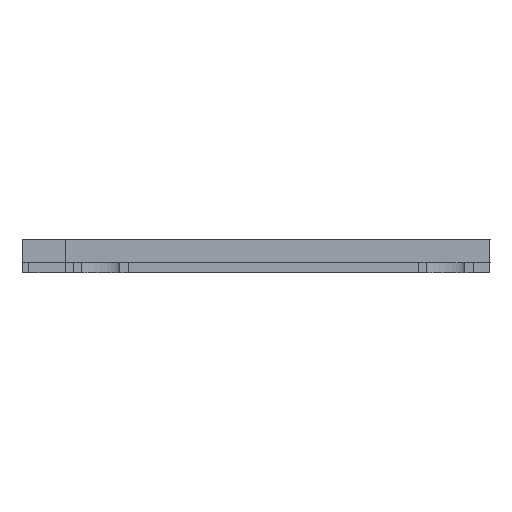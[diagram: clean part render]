
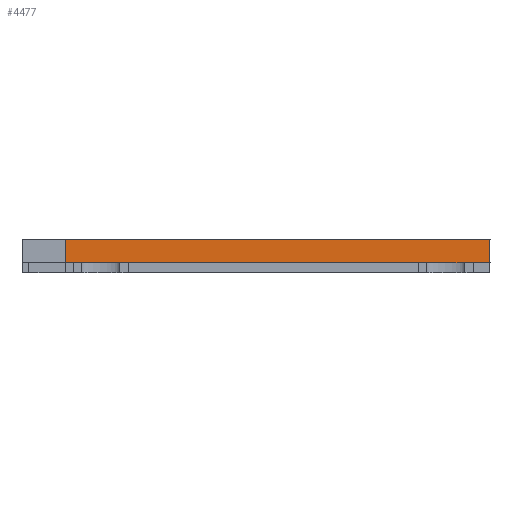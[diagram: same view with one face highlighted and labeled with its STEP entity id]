
A CAD part, left-side view. The second image highlights one B-rep face of the part: STEP entity #4477.
In plain terms, the highlighted planar face has unit normal (-1, 0, 0).
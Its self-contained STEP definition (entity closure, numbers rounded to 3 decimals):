
#72 = PLANE('',#73);
#73 = AXIS2_PLACEMENT_3D('',#74,#75,#76);
#74 = CARTESIAN_POINT('',(7.769,-7.097,0.37));
#75 = DIRECTION('',(0.,0.,-1.));
#76 = DIRECTION('',(-1.,0.,0.));
#146 = VERTEX_POINT('',#147);
#147 = CARTESIAN_POINT('',(0.53,-3.65,0.37));
#184 = PLANE('',#185);
#185 = AXIS2_PLACEMENT_3D('',#186,#187,#188);
#186 = CARTESIAN_POINT('',(0.53,-3.65,0.));
#187 = DIRECTION('',(1.,0.,0.));
#188 = DIRECTION('',(0.,-1.,0.));
#375 = PLANE('',#376);
#376 = AXIS2_PLACEMENT_3D('',#377,#378,#379);
#377 = CARTESIAN_POINT('',(0.53,-1.65,0.));
#378 = DIRECTION('',(-1.,0.,0.));
#379 = DIRECTION('',(0.,1.,0.));
#1595 = PLANE('',#1596);
#1596 = AXIS2_PLACEMENT_3D('',#1597,#1598,#1599);
#1597 = CARTESIAN_POINT('',(0.53,-16.33,0.));
#1598 = DIRECTION('',(1.,0.,0.));
#1599 = DIRECTION('',(0.,-1.,0.));
#1807 = VERTEX_POINT('',#1808);
#1808 = CARTESIAN_POINT('',(0.53,-1.65,0.37));
#1829 = EDGE_CURVE('',#1807,#146,#1830,.T.);
#1830 = SURFACE_CURVE('',#1831,(#1835,#1842),.PCURVE_S1.);
#1831 = LINE('',#1832,#1833);
#1832 = CARTESIAN_POINT('',(0.53,-1.35,0.37));
#1833 = VECTOR('',#1834,1.);
#1834 = DIRECTION('',(0.,-1.,0.));
#1835 = PCURVE('',#72,#1836);
#1836 = DEFINITIONAL_REPRESENTATION('',(#1837),#1841);
#1837 = LINE('',#1838,#1839);
#1838 = CARTESIAN_POINT('',(7.239,5.747));
#1839 = VECTOR('',#1840,1.);
#1840 = DIRECTION('',(0.,-1.));
#1841 = ( GEOMETRIC_REPRESENTATION_CONTEXT(2) 
PARAMETRIC_REPRESENTATION_CONTEXT() REPRESENTATION_CONTEXT('2D SPACE',''
  ) );
#1842 = PCURVE('',#1843,#1848);
#1843 = PLANE('',#1844);
#1844 = AXIS2_PLACEMENT_3D('',#1845,#1846,#1847);
#1845 = CARTESIAN_POINT('',(0.53,-1.35,0.37));
#1846 = DIRECTION('',(1.,0.,0.));
#1847 = DIRECTION('',(0.,-1.,0.));
#1848 = DEFINITIONAL_REPRESENTATION('',(#1849),#1853);
#1849 = LINE('',#1850,#1851);
#1850 = CARTESIAN_POINT('',(0.,0.));
#1851 = VECTOR('',#1852,1.);
#1852 = DIRECTION('',(1.,0.));
#1853 = ( GEOMETRIC_REPRESENTATION_CONTEXT(2) 
PARAMETRIC_REPRESENTATION_CONTEXT() REPRESENTATION_CONTEXT('2D SPACE',''
  ) );
#1859 = EDGE_CURVE('',#146,#1860,#1862,.T.);
#1860 = VERTEX_POINT('',#1861);
#1861 = CARTESIAN_POINT('',(0.53,-14.33,0.37));
#1862 = SURFACE_CURVE('',#1863,(#1867,#1874),.PCURVE_S1.);
#1863 = LINE('',#1864,#1865);
#1864 = CARTESIAN_POINT('',(0.53,-3.65,0.37));
#1865 = VECTOR('',#1866,1.);
#1866 = DIRECTION('',(0.,-1.,0.));
#1867 = PCURVE('',#184,#1868);
#1868 = DEFINITIONAL_REPRESENTATION('',(#1869),#1873);
#1869 = LINE('',#1870,#1871);
#1870 = CARTESIAN_POINT('',(0.,-0.37));
#1871 = VECTOR('',#1872,1.);
#1872 = DIRECTION('',(1.,0.));
#1873 = ( GEOMETRIC_REPRESENTATION_CONTEXT(2) 
PARAMETRIC_REPRESENTATION_CONTEXT() REPRESENTATION_CONTEXT('2D SPACE',''
  ) );
#1874 = PCURVE('',#1843,#1875);
#1875 = DEFINITIONAL_REPRESENTATION('',(#1876),#1880);
#1876 = LINE('',#1877,#1878);
#1877 = CARTESIAN_POINT('',(2.3,0.));
#1878 = VECTOR('',#1879,1.);
#1879 = DIRECTION('',(1.,0.));
#1880 = ( GEOMETRIC_REPRESENTATION_CONTEXT(2) 
PARAMETRIC_REPRESENTATION_CONTEXT() REPRESENTATION_CONTEXT('2D SPACE',''
  ) );
#1962 = EDGE_CURVE('',#1807,#1963,#1965,.T.);
#1963 = VERTEX_POINT('',#1964);
#1964 = CARTESIAN_POINT('',(0.53,-1.35,0.37));
#1965 = SURFACE_CURVE('',#1966,(#1970,#1977),.PCURVE_S1.);
#1966 = LINE('',#1967,#1968);
#1967 = CARTESIAN_POINT('',(0.53,-1.65,0.37));
#1968 = VECTOR('',#1969,1.);
#1969 = DIRECTION('',(0.,1.,0.));
#1970 = PCURVE('',#375,#1971);
#1971 = DEFINITIONAL_REPRESENTATION('',(#1972),#1976);
#1972 = LINE('',#1973,#1974);
#1973 = CARTESIAN_POINT('',(0.,-0.37));
#1974 = VECTOR('',#1975,1.);
#1975 = DIRECTION('',(1.,0.));
#1976 = ( GEOMETRIC_REPRESENTATION_CONTEXT(2) 
PARAMETRIC_REPRESENTATION_CONTEXT() REPRESENTATION_CONTEXT('2D SPACE',''
  ) );
#1977 = PCURVE('',#1843,#1978);
#1978 = DEFINITIONAL_REPRESENTATION('',(#1979),#1983);
#1979 = LINE('',#1980,#1981);
#1980 = CARTESIAN_POINT('',(0.3,0.));
#1981 = VECTOR('',#1982,1.);
#1982 = DIRECTION('',(-1.,0.));
#1983 = ( GEOMETRIC_REPRESENTATION_CONTEXT(2) 
PARAMETRIC_REPRESENTATION_CONTEXT() REPRESENTATION_CONTEXT('2D SPACE',''
  ) );
#2027 = PLANE('',#2028);
#2028 = AXIS2_PLACEMENT_3D('',#2029,#2030,#2031);
#2029 = CARTESIAN_POINT('',(0.53,-1.35,0.37));
#2030 = DIRECTION('',(0.,1.,0.));
#2031 = DIRECTION('',(1.,0.,0.));
#4090 = VERTEX_POINT('',#4091);
#4091 = CARTESIAN_POINT('',(0.53,-16.95,0.37));
#4128 = PLANE('',#4129);
#4129 = AXIS2_PLACEMENT_3D('',#4130,#4131,#4132);
#4130 = CARTESIAN_POINT('',(0.53,-16.95,0.37));
#4131 = DIRECTION('',(0.,1.,0.));
#4132 = DIRECTION('',(1.,0.,0.));
#4200 = VERTEX_POINT('',#4201);
#4201 = CARTESIAN_POINT('',(0.53,-16.33,0.37));
#4222 = EDGE_CURVE('',#4200,#4090,#4223,.T.);
#4223 = SURFACE_CURVE('',#4224,(#4228,#4235),.PCURVE_S1.);
#4224 = LINE('',#4225,#4226);
#4225 = CARTESIAN_POINT('',(0.53,-16.33,0.37));
#4226 = VECTOR('',#4227,1.);
#4227 = DIRECTION('',(0.,-1.,0.));
#4228 = PCURVE('',#1595,#4229);
#4229 = DEFINITIONAL_REPRESENTATION('',(#4230),#4234);
#4230 = LINE('',#4231,#4232);
#4231 = CARTESIAN_POINT('',(0.,-0.37));
#4232 = VECTOR('',#4233,1.);
#4233 = DIRECTION('',(1.,0.));
#4234 = ( GEOMETRIC_REPRESENTATION_CONTEXT(2) 
PARAMETRIC_REPRESENTATION_CONTEXT() REPRESENTATION_CONTEXT('2D SPACE',''
  ) );
#4235 = PCURVE('',#1843,#4236);
#4236 = DEFINITIONAL_REPRESENTATION('',(#4237),#4241);
#4237 = LINE('',#4238,#4239);
#4238 = CARTESIAN_POINT('',(14.98,0.));
#4239 = VECTOR('',#4240,1.);
#4240 = DIRECTION('',(1.,0.));
#4241 = ( GEOMETRIC_REPRESENTATION_CONTEXT(2) 
PARAMETRIC_REPRESENTATION_CONTEXT() REPRESENTATION_CONTEXT('2D SPACE',''
  ) );
#4285 = PLANE('',#4286);
#4286 = AXIS2_PLACEMENT_3D('',#4287,#4288,#4289);
#4287 = CARTESIAN_POINT('',(7.769,-7.097,0.37));
#4288 = DIRECTION('',(0.,0.,-1.));
#4289 = DIRECTION('',(-1.,0.,0.));
#4477 = ADVANCED_FACE('',(#4478),#1843,.F.);
#4478 = FACE_BOUND('',#4479,.F.);
#4479 = EDGE_LOOP('',(#4480,#4503,#4531,#4552,#4553,#4574,#4575,#4576));
#4480 = ORIENTED_EDGE('',*,*,#4481,.T.);
#4481 = EDGE_CURVE('',#1963,#4482,#4484,.T.);
#4482 = VERTEX_POINT('',#4483);
#4483 = CARTESIAN_POINT('',(0.53,-1.35,1.22));
#4484 = SURFACE_CURVE('',#4485,(#4489,#4496),.PCURVE_S1.);
#4485 = LINE('',#4486,#4487);
#4486 = CARTESIAN_POINT('',(0.53,-1.35,0.37));
#4487 = VECTOR('',#4488,1.);
#4488 = DIRECTION('',(0.,0.,1.));
#4489 = PCURVE('',#1843,#4490);
#4490 = DEFINITIONAL_REPRESENTATION('',(#4491),#4495);
#4491 = LINE('',#4492,#4493);
#4492 = CARTESIAN_POINT('',(0.,0.));
#4493 = VECTOR('',#4494,1.);
#4494 = DIRECTION('',(0.,-1.));
#4495 = ( GEOMETRIC_REPRESENTATION_CONTEXT(2) 
PARAMETRIC_REPRESENTATION_CONTEXT() REPRESENTATION_CONTEXT('2D SPACE',''
  ) );
#4496 = PCURVE('',#2027,#4497);
#4497 = DEFINITIONAL_REPRESENTATION('',(#4498),#4502);
#4498 = LINE('',#4499,#4500);
#4499 = CARTESIAN_POINT('',(0.,0.));
#4500 = VECTOR('',#4501,1.);
#4501 = DIRECTION('',(0.,-1.));
#4502 = ( GEOMETRIC_REPRESENTATION_CONTEXT(2) 
PARAMETRIC_REPRESENTATION_CONTEXT() REPRESENTATION_CONTEXT('2D SPACE',''
  ) );
#4503 = ORIENTED_EDGE('',*,*,#4504,.T.);
#4504 = EDGE_CURVE('',#4482,#4505,#4507,.T.);
#4505 = VERTEX_POINT('',#4506);
#4506 = CARTESIAN_POINT('',(0.53,-16.95,1.22));
#4507 = SURFACE_CURVE('',#4508,(#4512,#4519),.PCURVE_S1.);
#4508 = LINE('',#4509,#4510);
#4509 = CARTESIAN_POINT('',(0.53,-1.35,1.22));
#4510 = VECTOR('',#4511,1.);
#4511 = DIRECTION('',(0.,-1.,0.));
#4512 = PCURVE('',#1843,#4513);
#4513 = DEFINITIONAL_REPRESENTATION('',(#4514),#4518);
#4514 = LINE('',#4515,#4516);
#4515 = CARTESIAN_POINT('',(0.,-0.85));
#4516 = VECTOR('',#4517,1.);
#4517 = DIRECTION('',(1.,0.));
#4518 = ( GEOMETRIC_REPRESENTATION_CONTEXT(2) 
PARAMETRIC_REPRESENTATION_CONTEXT() REPRESENTATION_CONTEXT('2D SPACE',''
  ) );
#4519 = PCURVE('',#4520,#4525);
#4520 = PLANE('',#4521);
#4521 = AXIS2_PLACEMENT_3D('',#4522,#4523,#4524);
#4522 = CARTESIAN_POINT('',(8.423,-8.587,1.22));
#4523 = DIRECTION('',(0.,0.,1.));
#4524 = DIRECTION('',(1.,0.,0.));
#4525 = DEFINITIONAL_REPRESENTATION('',(#4526),#4530);
#4526 = LINE('',#4527,#4528);
#4527 = CARTESIAN_POINT('',(-7.893,7.237));
#4528 = VECTOR('',#4529,1.);
#4529 = DIRECTION('',(0.,-1.));
#4530 = ( GEOMETRIC_REPRESENTATION_CONTEXT(2) 
PARAMETRIC_REPRESENTATION_CONTEXT() REPRESENTATION_CONTEXT('2D SPACE',''
  ) );
#4531 = ORIENTED_EDGE('',*,*,#4532,.F.);
#4532 = EDGE_CURVE('',#4090,#4505,#4533,.T.);
#4533 = SURFACE_CURVE('',#4534,(#4538,#4545),.PCURVE_S1.);
#4534 = LINE('',#4535,#4536);
#4535 = CARTESIAN_POINT('',(0.53,-16.95,0.37));
#4536 = VECTOR('',#4537,1.);
#4537 = DIRECTION('',(0.,0.,1.));
#4538 = PCURVE('',#1843,#4539);
#4539 = DEFINITIONAL_REPRESENTATION('',(#4540),#4544);
#4540 = LINE('',#4541,#4542);
#4541 = CARTESIAN_POINT('',(15.6,0.));
#4542 = VECTOR('',#4543,1.);
#4543 = DIRECTION('',(0.,-1.));
#4544 = ( GEOMETRIC_REPRESENTATION_CONTEXT(2) 
PARAMETRIC_REPRESENTATION_CONTEXT() REPRESENTATION_CONTEXT('2D SPACE',''
  ) );
#4545 = PCURVE('',#4128,#4546);
#4546 = DEFINITIONAL_REPRESENTATION('',(#4547),#4551);
#4547 = LINE('',#4548,#4549);
#4548 = CARTESIAN_POINT('',(0.,0.));
#4549 = VECTOR('',#4550,1.);
#4550 = DIRECTION('',(0.,-1.));
#4551 = ( GEOMETRIC_REPRESENTATION_CONTEXT(2) 
PARAMETRIC_REPRESENTATION_CONTEXT() REPRESENTATION_CONTEXT('2D SPACE',''
  ) );
#4552 = ORIENTED_EDGE('',*,*,#4222,.F.);
#4553 = ORIENTED_EDGE('',*,*,#4554,.F.);
#4554 = EDGE_CURVE('',#1860,#4200,#4555,.T.);
#4555 = SURFACE_CURVE('',#4556,(#4560,#4567),.PCURVE_S1.);
#4556 = LINE('',#4557,#4558);
#4557 = CARTESIAN_POINT('',(0.53,-1.35,0.37));
#4558 = VECTOR('',#4559,1.);
#4559 = DIRECTION('',(0.,-1.,0.));
#4560 = PCURVE('',#1843,#4561);
#4561 = DEFINITIONAL_REPRESENTATION('',(#4562),#4566);
#4562 = LINE('',#4563,#4564);
#4563 = CARTESIAN_POINT('',(0.,0.));
#4564 = VECTOR('',#4565,1.);
#4565 = DIRECTION('',(1.,0.));
#4566 = ( GEOMETRIC_REPRESENTATION_CONTEXT(2) 
PARAMETRIC_REPRESENTATION_CONTEXT() REPRESENTATION_CONTEXT('2D SPACE',''
  ) );
#4567 = PCURVE('',#4285,#4568);
#4568 = DEFINITIONAL_REPRESENTATION('',(#4569),#4573);
#4569 = LINE('',#4570,#4571);
#4570 = CARTESIAN_POINT('',(7.239,5.747));
#4571 = VECTOR('',#4572,1.);
#4572 = DIRECTION('',(0.,-1.));
#4573 = ( GEOMETRIC_REPRESENTATION_CONTEXT(2) 
PARAMETRIC_REPRESENTATION_CONTEXT() REPRESENTATION_CONTEXT('2D SPACE',''
  ) );
#4574 = ORIENTED_EDGE('',*,*,#1859,.F.);
#4575 = ORIENTED_EDGE('',*,*,#1829,.F.);
#4576 = ORIENTED_EDGE('',*,*,#1962,.T.);
